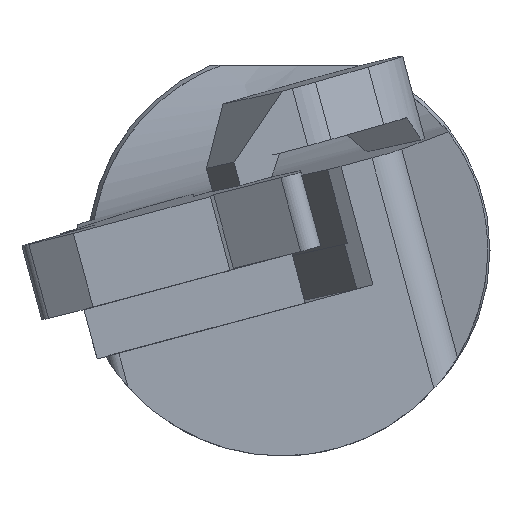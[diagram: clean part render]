
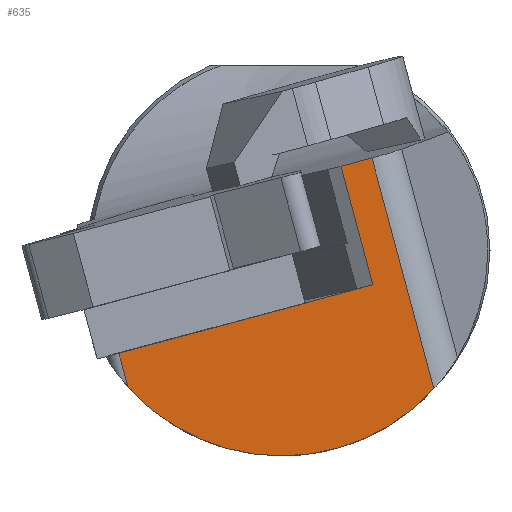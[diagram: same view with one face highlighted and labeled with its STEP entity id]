
A CAD part, left-side view. The second image highlights one B-rep face of the part: STEP entity #635.
In plain terms, the highlighted planar face has unit normal (-1, -0.007, -0.025).
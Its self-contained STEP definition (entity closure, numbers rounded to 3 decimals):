
#34=ELLIPSE('',#1820,12.804,12.8);
#51=B_SPLINE_CURVE_WITH_KNOTS('',3,(#2487,#2488,#2489,#2490),
 .UNSPECIFIED.,.F.,.F.,(4,4),(0.,1.),.UNSPECIFIED.);
#635=ADVANCED_FACE('',(#748),#690,.T.);
#690=PLANE('',#1845);
#748=FACE_OUTER_BOUND('',#819,.T.);
#819=EDGE_LOOP('',(#1102,#1103,#1104,#1105,#1106,#1107,#1108));
#1102=ORIENTED_EDGE('',*,*,#1440,.F.);
#1103=ORIENTED_EDGE('',*,*,#1491,.T.);
#1104=ORIENTED_EDGE('',*,*,#1455,.F.);
#1105=ORIENTED_EDGE('',*,*,#1492,.F.);
#1106=ORIENTED_EDGE('',*,*,#1428,.F.);
#1107=ORIENTED_EDGE('',*,*,#1406,.F.);
#1108=ORIENTED_EDGE('',*,*,#1490,.F.);
#1271=VERTEX_POINT('',#2304);
#1272=VERTEX_POINT('',#2306);
#1287=VERTEX_POINT('',#2350);
#1296=VERTEX_POINT('',#2390);
#1297=VERTEX_POINT('',#2392);
#1310=VERTEX_POINT('',#2486);
#1311=VERTEX_POINT('',#2491);
#1406=EDGE_CURVE('',#1271,#1272,#1582,.T.);
#1428=EDGE_CURVE('',#1272,#1287,#1604,.T.);
#1440=EDGE_CURVE('',#1296,#1297,#34,.T.);
#1455=EDGE_CURVE('',#1310,#1311,#51,.T.);
#1490=EDGE_CURVE('',#1297,#1271,#1622,.T.);
#1491=EDGE_CURVE('',#1296,#1311,#1623,.T.);
#1492=EDGE_CURVE('',#1287,#1310,#1624,.T.);
#1582=LINE('',#2305,#1701);
#1604=LINE('',#2349,#1723);
#1622=LINE('',#2844,#1741);
#1623=LINE('',#2846,#1742);
#1624=LINE('',#2847,#1743);
#1701=VECTOR('',#1973,1.);
#1723=VECTOR('',#2009,1.);
#1741=VECTOR('',#2089,1.);
#1742=VECTOR('',#2092,1.);
#1743=VECTOR('',#2093,1.);
#1820=AXIS2_PLACEMENT_3D('',#2391,#2029,#2030);
#1845=AXIS2_PLACEMENT_3D('',#2848,#2094,#2095);
#1973=DIRECTION('',(0.,-0.966,0.259));
#2009=DIRECTION('',(0.,-0.966,0.259));
#2029=DIRECTION('',(1.,0.007,0.025));
#2030=DIRECTION('',(-0.026,0.259,0.966));
#2089=DIRECTION('',(-0.026,0.259,0.966));
#2092=DIRECTION('',(-0.026,0.259,0.966));
#2093=DIRECTION('',(-0.026,0.259,0.966));
#2094=DIRECTION('',(-1.,-0.007,-0.025));
#2095=DIRECTION('',(-0.025,0.,1.));
#2304=CARTESIAN_POINT('',(1.103,10.589,-6.389));
#2305=CARTESIAN_POINT('',(1.103,5.469,-5.018));
#2306=CARTESIAN_POINT('',(1.103,-1.002,-3.284));
#2349=CARTESIAN_POINT('',(1.103,-7.133,-1.641));
#2350=CARTESIAN_POINT('',(1.103,-5.21,-2.156));
#2390=CARTESIAN_POINT('',(1.293,-9.005,-8.628));
#2391=CARTESIAN_POINT('',(1.01,0.45,0.));
#2392=CARTESIAN_POINT('',(1.16,10.025,-8.495));
#2486=CARTESIAN_POINT('',(0.903,-3.233,5.221));
#2487=CARTESIAN_POINT('',(0.903,-3.233,5.221));
#2488=CARTESIAN_POINT('',(0.903,-3.874,5.393));
#2489=CARTESIAN_POINT('',(0.903,-4.515,5.564));
#2490=CARTESIAN_POINT('',(0.903,-5.156,5.736));
#2491=CARTESIAN_POINT('',(0.903,-5.156,5.736));
#2844=CARTESIAN_POINT('',(-6.18,82.573,262.258));
#2846=CARTESIAN_POINT('',(-6.18,64.851,267.006));
#2847=CARTESIAN_POINT('',(-6.18,66.774,266.491));
#2848=CARTESIAN_POINT('',(-6.18,64.851,267.006));
